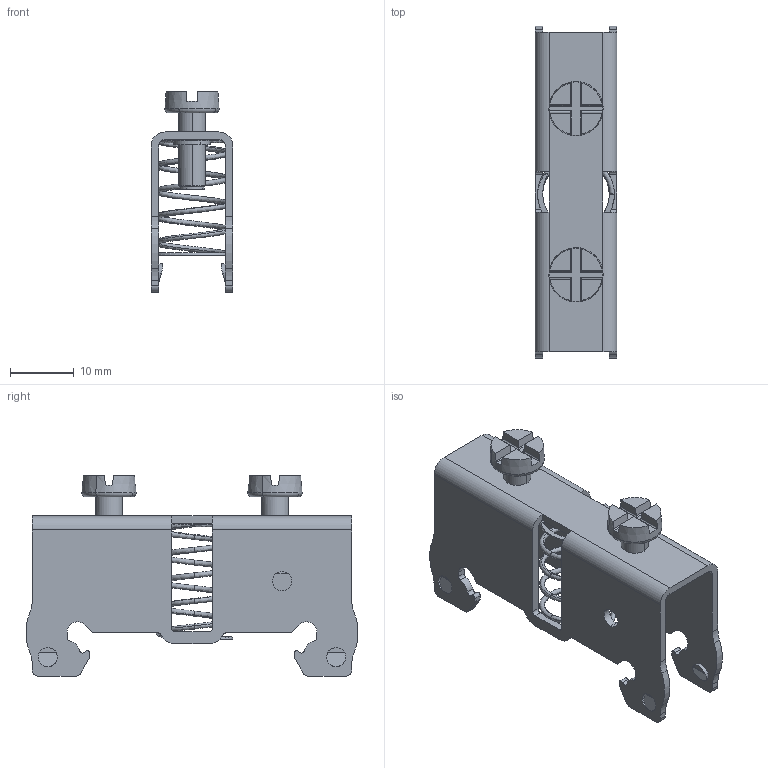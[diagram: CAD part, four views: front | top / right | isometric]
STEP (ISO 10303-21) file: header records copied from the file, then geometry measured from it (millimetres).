
FILE_DESCRIPTION(('CATIA V5 STEP Exchange','CAx-IF Rec.Pracs.--- Model Styling and Organization---1.4--- 2014-01-23'),'2;1');
FILE_NAME ('020659-2_1_1760720000_1760720000.stp','2021-09-21T05:34:39+00:00',('none'),('Weidmueller'),'CATIA Version 5-6 Release 2016 SP3 HF44','CATIA V5 STEP AP214','none');
FILE_SCHEMA(('AUTOMOTIVE_DESIGN { 1 0 10303 214 1 1 1 1 }'));
Length unit declared in the file: millimetre
Products named in the file (1): 1760720000
Bounding box: 12.8 x 51.95 x 31.4 mm (x, y, z)
Volume: 3417 mm3; surface area: 6271.9 mm2
Topology: 4 solids, 4 shells, 279 faces, 743 edges, 480 vertices
Faces by surface type: cylinder 136, plane 98, bspline 18, torus 13, cone 12, revolution 2
Entity records: 9937 total; most frequent: CARTESIAN_POINT 3830, ORIENTED_EDGE 1486, DIRECTION 883, EDGE_CURVE 743, VERTEX_POINT 480, AXIS2_PLACEMENT_3D 415, VECTOR 326, LINE 326
